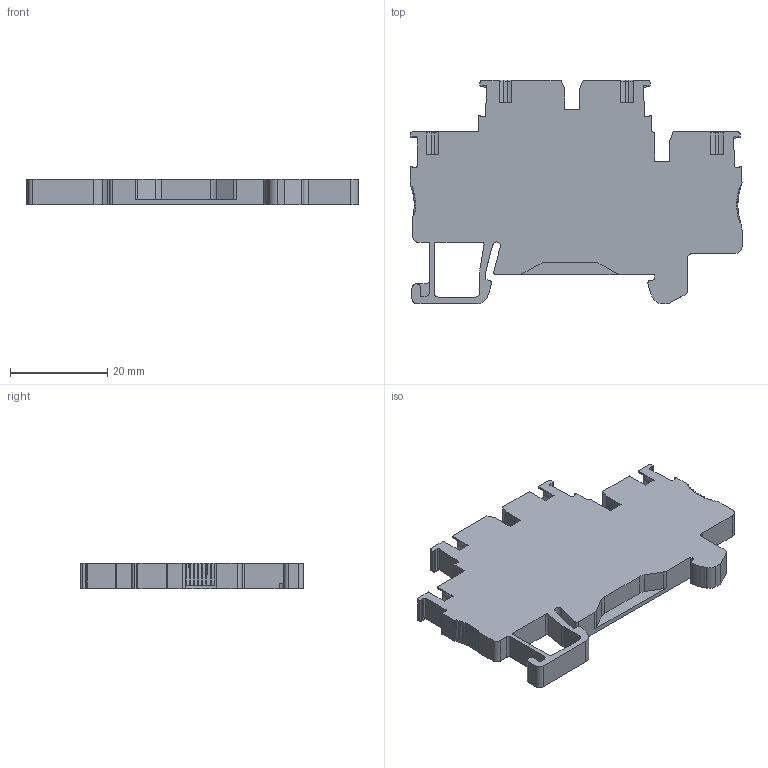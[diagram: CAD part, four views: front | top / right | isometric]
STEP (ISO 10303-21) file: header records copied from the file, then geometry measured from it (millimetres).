
FILE_DESCRIPTION (( 'STEP AP214' ), '1' );
FILE_NAME ('抔樦憵 PTPD2,5-2-GY.step', '2025-09-17T05:47:24', ( '' ), ( '' ), 'SwSTEP 2.0', 'SolidWorks 2024', '' );
FILE_SCHEMA (( 'AUTOMOTIVE_DESIGN' ));
Length unit declared in the file: millimetre
Products named in the file (1): Клемма PTPD2,5-2-GY
Bounding box: 68.15 x 45.85 x 5.2 mm (x, y, z)
Volume: 10868.8 mm3; surface area: 6525 mm2
Topology: 1 solids, 1 shells, 536 faces, 1566 edges, 1038 vertices
Faces by surface type: plane 370, cylinder 158, torus 8
Entity records: 19513 total; most frequent: CARTESIAN_POINT 3672, ORIENTED_EDGE 3132, DIRECTION 2882, EDGE_CURVE 1566, LINE 1170, VECTOR 1170, VERTEX_POINT 1038, AXIS2_PLACEMENT_3D 856
